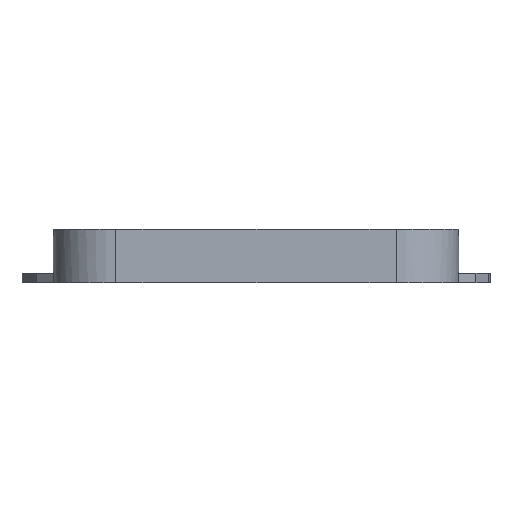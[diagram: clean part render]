
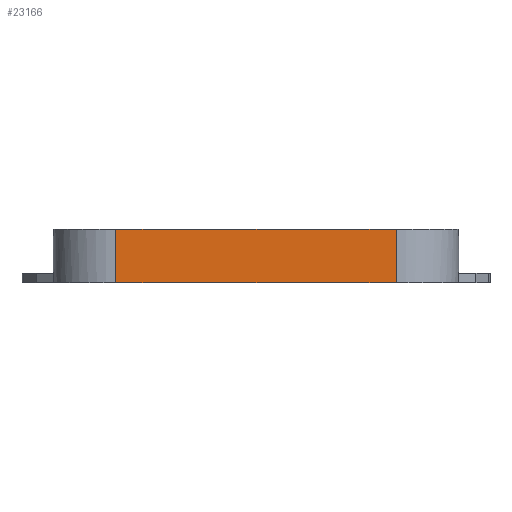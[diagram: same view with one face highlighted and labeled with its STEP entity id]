
A CAD part, left-side view. The second image highlights one B-rep face of the part: STEP entity #23166.
In plain terms, the highlighted planar face has unit normal (-1, 0, 0).
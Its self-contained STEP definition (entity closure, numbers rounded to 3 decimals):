
#2677=LINE('',#35844,#5602);
#2678=LINE('',#35846,#5603);
#2679=LINE('',#35848,#5604);
#3156=LINE('',#36964,#6081);
#3157=LINE('',#36966,#6082);
#3158=LINE('',#36968,#6083);
#3159=LINE('',#36970,#6084);
#3160=LINE('',#36971,#6085);
#5602=VECTOR('',#29163,10.);
#5603=VECTOR('',#29164,10.);
#5604=VECTOR('',#29165,10.);
#6081=VECTOR('',#30300,10.);
#6082=VECTOR('',#30301,10.);
#6083=VECTOR('',#30302,10.);
#6084=VECTOR('',#30303,10.);
#6085=VECTOR('',#30304,10.);
#7284=FACE_OUTER_BOUND('',#8616,.T.);
#8616=EDGE_LOOP('',(#20916,#20917,#20918,#20919,#20920,#20921,#20922,#20923));
#10906=VERTEX_POINT('',#35841);
#10907=VERTEX_POINT('',#35843);
#10908=VERTEX_POINT('',#35845);
#10909=VERTEX_POINT('',#35847);
#11219=VERTEX_POINT('',#36963);
#11220=VERTEX_POINT('',#36965);
#11221=VERTEX_POINT('',#36967);
#11222=VERTEX_POINT('',#36969);
#13900=EDGE_CURVE('',#10907,#10906,#2677,.T.);
#13901=EDGE_CURVE('',#10907,#10908,#2678,.T.);
#13902=EDGE_CURVE('',#10908,#10909,#2679,.T.);
#14490=EDGE_CURVE('',#11219,#10906,#3156,.T.);
#14491=EDGE_CURVE('',#11220,#11219,#3157,.T.);
#14492=EDGE_CURVE('',#11220,#11221,#3158,.T.);
#14493=EDGE_CURVE('',#11221,#11222,#3159,.T.);
#14494=EDGE_CURVE('',#11222,#10909,#3160,.T.);
#20916=ORIENTED_EDGE('',*,*,#14490,.F.);
#20917=ORIENTED_EDGE('',*,*,#14491,.F.);
#20918=ORIENTED_EDGE('',*,*,#14492,.T.);
#20919=ORIENTED_EDGE('',*,*,#14493,.T.);
#20920=ORIENTED_EDGE('',*,*,#14494,.T.);
#20921=ORIENTED_EDGE('',*,*,#13902,.F.);
#20922=ORIENTED_EDGE('',*,*,#13901,.F.);
#20923=ORIENTED_EDGE('',*,*,#13900,.T.);
#22115=PLANE('',#24614);
#23166=ADVANCED_FACE('',(#7284),#22115,.T.);
#24614=AXIS2_PLACEMENT_3D('',#36962,#30298,#30299);
#29163=DIRECTION('',(0.,-1.,0.));
#29164=DIRECTION('',(0.,1.,0.));
#29165=DIRECTION('',(0.,1.,0.));
#30298=DIRECTION('center_axis',(-1.,0.,0.));
#30299=DIRECTION('ref_axis',(0.,0.,1.));
#30300=DIRECTION('',(0.,0.,-1.));
#30301=DIRECTION('',(0.,-1.,0.));
#30302=DIRECTION('',(0.,1.,0.));
#30303=DIRECTION('',(0.,1.,0.));
#30304=DIRECTION('',(0.,0.,-1.));
#35841=CARTESIAN_POINT('',(-35.,-24.,19.));
#35843=CARTESIAN_POINT('',(-35.,0.,19.));
#35844=CARTESIAN_POINT('',(-35.,-37.661,19.));
#35845=CARTESIAN_POINT('',(-35.,42.,19.));
#35846=CARTESIAN_POINT('',(-35.,-21.929,19.));
#35847=CARTESIAN_POINT('',(-35.,66.,19.));
#35848=CARTESIAN_POINT('',(-35.,79.661,19.));
#36962=CARTESIAN_POINT('Origin',(-35.,-41.661,23.));
#36963=CARTESIAN_POINT('',(-35.,-24.,36.));
#36964=CARTESIAN_POINT('',(-35.,-24.,23.));
#36965=CARTESIAN_POINT('',(-35.,0.,36.));
#36966=CARTESIAN_POINT('',(-35.,-22.331,36.));
#36967=CARTESIAN_POINT('',(-35.,42.,36.));
#36968=CARTESIAN_POINT('',(-35.,21.,36.));
#36969=CARTESIAN_POINT('',(-35.,66.,36.));
#36970=CARTESIAN_POINT('',(-35.,-22.331,36.));
#36971=CARTESIAN_POINT('',(-35.,66.,19.));
